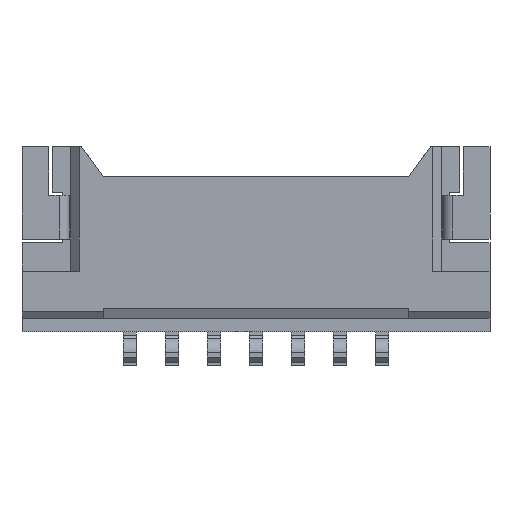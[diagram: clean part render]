
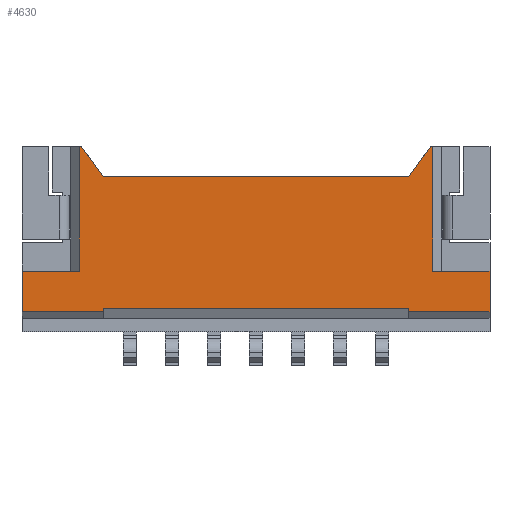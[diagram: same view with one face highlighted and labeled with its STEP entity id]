
A CAD part, front view. The second image highlights one B-rep face of the part: STEP entity #4630.
In plain terms, the highlighted planar face has unit normal (0, -1, 0).
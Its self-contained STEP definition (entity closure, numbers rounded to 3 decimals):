
#1=DIRECTION('',(0.,0.,-1.));
#2=VECTOR('',#1,3.7);
#3=CARTESIAN_POINT('',(-5.25,-0.925,2.75));
#4=LINE('',#3,#2);
#5=DIRECTION('',(1.,0.,0.));
#6=VECTOR('',#5,0.06);
#7=CARTESIAN_POINT('',(-5.25,-0.925,2.75));
#8=LINE('',#7,#6);
#9=DIRECTION('',(0.588,0.,-0.809));
#10=VECTOR('',#9,1.113);
#11=CARTESIAN_POINT('',(-5.19,-0.925,2.75));
#12=LINE('',#11,#10);
#13=DIRECTION('',(1.,0.,0.));
#14=VECTOR('',#13,9.07);
#15=CARTESIAN_POINT('',(-4.535,-0.925,1.85));
#16=LINE('',#15,#14);
#17=DIRECTION('',(0.588,0.,0.809));
#18=VECTOR('',#17,1.113);
#19=CARTESIAN_POINT('',(4.535,-0.925,1.85));
#20=LINE('',#19,#18);
#21=DIRECTION('',(1.,0.,0.));
#22=VECTOR('',#21,0.06);
#23=CARTESIAN_POINT('',(5.19,-0.925,2.75));
#24=LINE('',#23,#22);
#25=DIRECTION('',(0.,0.,1.));
#26=VECTOR('',#25,3.7);
#27=CARTESIAN_POINT('',(5.25,-0.925,-0.95));
#28=LINE('',#27,#26);
#29=DIRECTION('',(0.,0.,-1.));
#30=VECTOR('',#29,1.2);
#31=CARTESIAN_POINT('',(6.95,-0.925,-0.95));
#32=LINE('',#31,#30);
#33=DIRECTION('',(-1.,0.,0.));
#34=VECTOR('',#33,2.415);
#35=CARTESIAN_POINT('',(6.95,-0.925,-2.15));
#36=LINE('',#35,#34);
#37=DIRECTION('',(0.,0.,1.));
#38=VECTOR('',#37,0.1);
#39=CARTESIAN_POINT('',(4.535,-0.925,-2.15));
#40=LINE('',#39,#38);
#41=DIRECTION('',(1.,0.,0.));
#42=VECTOR('',#41,9.07);
#43=CARTESIAN_POINT('',(-4.535,-0.925,-2.05));
#44=LINE('',#43,#42);
#45=DIRECTION('',(0.,0.,1.));
#46=VECTOR('',#45,0.1);
#47=CARTESIAN_POINT('',(-4.535,-0.925,-2.15));
#48=LINE('',#47,#46);
#49=DIRECTION('',(-1.,0.,0.));
#50=VECTOR('',#49,2.415);
#51=CARTESIAN_POINT('',(-4.535,-0.925,-2.15));
#52=LINE('',#51,#50);
#53=DIRECTION('',(0.,0.,1.));
#54=VECTOR('',#53,1.2);
#55=CARTESIAN_POINT('',(-6.95,-0.925,-2.15));
#56=LINE('',#55,#54);
#61=DIRECTION('',(-1.,0.,0.));
#62=VECTOR('',#61,1.7);
#63=CARTESIAN_POINT('',(-5.25,-0.925,-0.95));
#64=LINE('',#63,#62);
#813=DIRECTION('',(-1.,0.,0.));
#814=VECTOR('',#813,1.7);
#815=CARTESIAN_POINT('',(6.95,-0.925,-0.95));
#816=LINE('',#815,#814);
#3507=CARTESIAN_POINT('',(4.535,-0.925,1.85));
#3508=CARTESIAN_POINT('',(5.19,-0.925,2.75));
#3509=VERTEX_POINT('',#3507);
#3510=VERTEX_POINT('',#3508);
#3511=CARTESIAN_POINT('',(-4.535,-0.925,1.85));
#3512=VERTEX_POINT('',#3511);
#3523=CARTESIAN_POINT('',(-5.19,-0.925,2.75));
#3524=VERTEX_POINT('',#3523);
#3689=CARTESIAN_POINT('',(6.95,-0.925,-0.95));
#3690=VERTEX_POINT('',#3689);
#3695=CARTESIAN_POINT('',(-6.95,-0.925,-0.95));
#3696=VERTEX_POINT('',#3695);
#3787=CARTESIAN_POINT('',(-5.25,-0.925,-0.95));
#3788=VERTEX_POINT('',#3787);
#3863=CARTESIAN_POINT('',(6.95,-0.925,-2.15));
#3864=VERTEX_POINT('',#3863);
#3867=CARTESIAN_POINT('',(-6.95,-0.925,-2.15));
#3868=VERTEX_POINT('',#3867);
#3881=CARTESIAN_POINT('',(-5.25,-0.925,2.75));
#3882=VERTEX_POINT('',#3881);
#3883=CARTESIAN_POINT('',(5.25,-0.925,2.75));
#3884=VERTEX_POINT('',#3883);
#3885=CARTESIAN_POINT('',(5.25,-0.925,-0.95));
#3886=VERTEX_POINT('',#3885);
#3935=CARTESIAN_POINT('',(4.535,-0.925,-2.15));
#3936=CARTESIAN_POINT('',(4.535,-0.925,-2.05));
#3937=VERTEX_POINT('',#3935);
#3938=VERTEX_POINT('',#3936);
#3939=CARTESIAN_POINT('',(-4.535,-0.925,-2.15));
#3940=CARTESIAN_POINT('',(-4.535,-0.925,-2.05));
#3941=VERTEX_POINT('',#3939);
#3942=VERTEX_POINT('',#3940);
#4591=CARTESIAN_POINT('',(0.,-0.925,0.));
#4592=DIRECTION('',(0.,-1.,0.));
#4593=DIRECTION('',(-1.,0.,0.));
#4594=AXIS2_PLACEMENT_3D('',#4591,#4592,#4593);
#4595=PLANE('',#4594);
#4597=ORIENTED_EDGE('',*,*,#4596,.F.);
#4599=ORIENTED_EDGE('',*,*,#4598,.T.);
#4601=ORIENTED_EDGE('',*,*,#4600,.T.);
#4603=ORIENTED_EDGE('',*,*,#4602,.T.);
#4605=ORIENTED_EDGE('',*,*,#4604,.T.);
#4607=ORIENTED_EDGE('',*,*,#4606,.T.);
#4609=ORIENTED_EDGE('',*,*,#4608,.F.);
#4611=ORIENTED_EDGE('',*,*,#4610,.F.);
#4613=ORIENTED_EDGE('',*,*,#4612,.T.);
#4615=ORIENTED_EDGE('',*,*,#4614,.T.);
#4617=ORIENTED_EDGE('',*,*,#4616,.T.);
#4619=ORIENTED_EDGE('',*,*,#4618,.F.);
#4621=ORIENTED_EDGE('',*,*,#4620,.F.);
#4623=ORIENTED_EDGE('',*,*,#4622,.T.);
#4625=ORIENTED_EDGE('',*,*,#4624,.T.);
#4627=ORIENTED_EDGE('',*,*,#4626,.F.);
#4628=EDGE_LOOP('',(#4597,#4599,#4601,#4603,#4605,#4607,#4609,#4611,#4613,#4615,
#4617,#4619,#4621,#4623,#4625,#4627));
#4629=FACE_OUTER_BOUND('',#4628,.F.);
#4630=ADVANCED_FACE('',(#4629),#4595,.T.);
#4596=EDGE_CURVE('',#3882,#3788,#4,.T.);
#4598=EDGE_CURVE('',#3882,#3524,#8,.T.);
#4600=EDGE_CURVE('',#3524,#3512,#12,.T.);
#4602=EDGE_CURVE('',#3512,#3509,#16,.T.);
#4604=EDGE_CURVE('',#3509,#3510,#20,.T.);
#4606=EDGE_CURVE('',#3510,#3884,#24,.T.);
#4608=EDGE_CURVE('',#3886,#3884,#28,.T.);
#4610=EDGE_CURVE('',#3690,#3886,#816,.T.);
#4612=EDGE_CURVE('',#3690,#3864,#32,.T.);
#4614=EDGE_CURVE('',#3864,#3937,#36,.T.);
#4616=EDGE_CURVE('',#3937,#3938,#40,.T.);
#4618=EDGE_CURVE('',#3942,#3938,#44,.T.);
#4620=EDGE_CURVE('',#3941,#3942,#48,.T.);
#4622=EDGE_CURVE('',#3941,#3868,#52,.T.);
#4624=EDGE_CURVE('',#3868,#3696,#56,.T.);
#4626=EDGE_CURVE('',#3788,#3696,#64,.T.);
